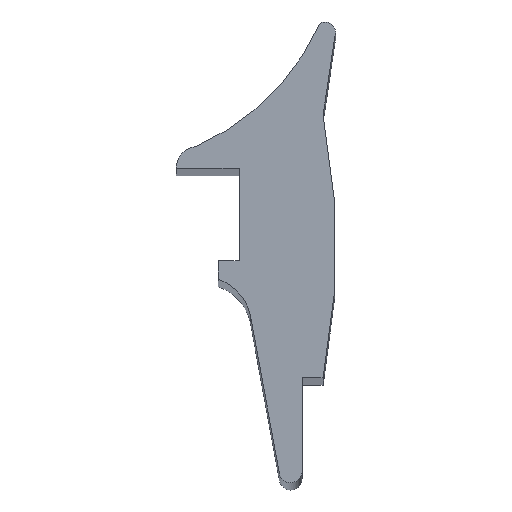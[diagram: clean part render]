
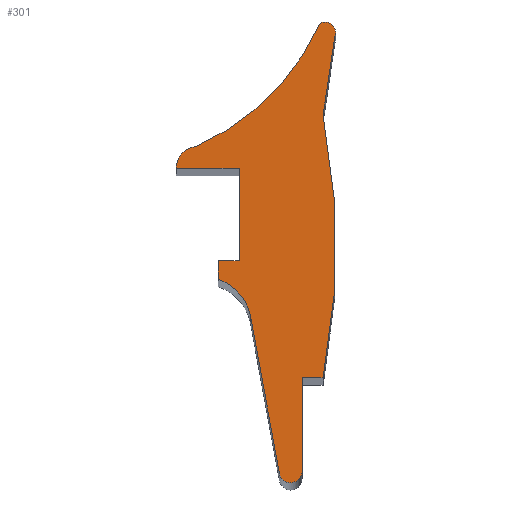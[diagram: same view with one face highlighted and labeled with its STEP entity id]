
A CAD part, top view. The second image highlights one B-rep face of the part: STEP entity #301.
In plain terms, the highlighted planar face has unit normal (0, 0, 1).
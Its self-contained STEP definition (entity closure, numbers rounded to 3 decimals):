
#13=CIRCLE($,#309,0.5);
#15=CIRCLE($,#312,5.816);
#17=CIRCLE($,#315,0.25);
#19=CIRCLE($,#319,15.877);
#21=CIRCLE($,#324,0.273);
#23=CIRCLE($,#328,1.156);
#45=FACE_OUTER_BOUND($,#61,.T.);
#61=EDGE_LOOP($,(#249,#250,#251,#252,#253,#254,#255,#256,#257,#258,#259,
#260,#261,#262));
#63=LINE($,#426,#93);
#67=LINE($,#434,#97);
#73=LINE($,#458,#103);
#77=LINE($,#470,#107);
#80=LINE($,#476,#110);
#84=LINE($,#488,#114);
#88=LINE($,#500,#118);
#91=LINE($,#505,#121);
#93=VECTOR($,#338,2.2);
#97=VECTOR($,#344,1.5);
#103=VECTOR($,#370,1.897);
#107=VECTOR($,#382,0.5);
#110=VECTOR($,#387,2.227);
#114=VECTOR($,#399,3.802);
#118=VECTOR($,#411,0.45);
#121=VECTOR($,#416,0.5);
#123=VERTEX_POINT($,#424);
#124=VERTEX_POINT($,#425);
#127=VERTEX_POINT($,#433);
#129=VERTEX_POINT($,#439);
#131=VERTEX_POINT($,#445);
#133=VERTEX_POINT($,#451);
#135=VERTEX_POINT($,#457);
#137=VERTEX_POINT($,#463);
#139=VERTEX_POINT($,#469);
#141=VERTEX_POINT($,#475);
#143=VERTEX_POINT($,#481);
#145=VERTEX_POINT($,#487);
#147=VERTEX_POINT($,#493);
#149=VERTEX_POINT($,#499);
#151=EDGE_CURVE($,#123,#124,#63,.T.);
#155=EDGE_CURVE($,#124,#127,#67,.T.);
#158=EDGE_CURVE($,#127,#129,#13,.T.);
#161=EDGE_CURVE($,#129,#131,#15,.T.);
#164=EDGE_CURVE($,#131,#133,#17,.T.);
#167=EDGE_CURVE($,#133,#135,#73,.T.);
#170=EDGE_CURVE($,#135,#137,#19,.T.);
#173=EDGE_CURVE($,#137,#139,#77,.T.);
#176=EDGE_CURVE($,#139,#141,#80,.T.);
#179=EDGE_CURVE($,#141,#143,#21,.T.);
#182=EDGE_CURVE($,#143,#145,#84,.T.);
#185=EDGE_CURVE($,#145,#147,#23,.T.);
#188=EDGE_CURVE($,#147,#149,#88,.T.);
#191=EDGE_CURVE($,#149,#123,#91,.T.);
#249=ORIENTED_EDGE($,*,*,#173,.F.);
#250=ORIENTED_EDGE($,*,*,#170,.F.);
#251=ORIENTED_EDGE($,*,*,#167,.F.);
#252=ORIENTED_EDGE($,*,*,#164,.F.);
#253=ORIENTED_EDGE($,*,*,#161,.F.);
#254=ORIENTED_EDGE($,*,*,#158,.F.);
#255=ORIENTED_EDGE($,*,*,#155,.F.);
#256=ORIENTED_EDGE($,*,*,#151,.F.);
#257=ORIENTED_EDGE($,*,*,#191,.F.);
#258=ORIENTED_EDGE($,*,*,#188,.F.);
#259=ORIENTED_EDGE($,*,*,#185,.F.);
#260=ORIENTED_EDGE($,*,*,#182,.F.);
#261=ORIENTED_EDGE($,*,*,#179,.F.);
#262=ORIENTED_EDGE($,*,*,#176,.F.);
#285=PLANE($,#332);
#301=ADVANCED_FACE($,(#45),#285,.T.);
#309=AXIS2_PLACEMENT_3D($,#440,#349,#350);
#312=AXIS2_PLACEMENT_3D($,#446,#356,#357);
#315=AXIS2_PLACEMENT_3D($,#452,#363,#364);
#319=AXIS2_PLACEMENT_3D($,#464,#375,#376);
#324=AXIS2_PLACEMENT_3D($,#482,#392,#393);
#328=AXIS2_PLACEMENT_3D($,#494,#404,#405);
#332=AXIS2_PLACEMENT_3D($,#507,#418,#419);
#338=DIRECTION($,(0.,1.,0.));
#344=DIRECTION($,(-1.,0.,0.));
#349=DIRECTION('center_axis',(0.,0.,-1.));
#350=DIRECTION('ref_axis',(-0.089,0.996,0.));
#356=DIRECTION('center_axis',(0.,0.,1.));
#357=DIRECTION('ref_axis',(-0.401,0.916,0.));
#363=DIRECTION('center_axis',(0.,0.,-1.));
#364=DIRECTION('ref_axis',(0.925,-0.381,0.));
#370=DIRECTION($,(-0.148,-0.989,0.));
#375=DIRECTION('center_axis',(0.,0.,-1.));
#376=DIRECTION('ref_axis',(0.98,-0.197,0.));
#382=DIRECTION($,(-1.,0.,0.));
#387=DIRECTION($,(0.,-1.,0.));
#392=DIRECTION('center_axis',(0.,0.,-1.));
#393=DIRECTION('ref_axis',(-0.983,-0.181,0.));
#399=DIRECTION($,(-0.181,0.983,0.));
#404=DIRECTION('center_axis',(0.,0.,1.));
#405=DIRECTION('ref_axis',(-0.983,-0.181,0.));
#411=DIRECTION($,(0.,1.,0.));
#416=DIRECTION($,(1.,0.,0.));
#418=DIRECTION('center_axis',(0.,0.,1.));
#419=DIRECTION('ref_axis',(1.,0.,0.));
#424=CARTESIAN_POINT('',(0.,-2.199,100.));
#425=CARTESIAN_POINT('',(0.,0.001,100.));
#426=CARTESIAN_POINT($,(0.,-2.102,100.));
#433=CARTESIAN_POINT('',(-1.5,0.001,100.));
#434=CARTESIAN_POINT($,(0.203,0.001,100.));
#439=CARTESIAN_POINT('',(-1.044,0.516,100.));
#440=CARTESIAN_POINT('Origin',(-1.,0.017,100.));
#445=CARTESIAN_POINT('',(1.927,3.459,100.));
#446=CARTESIAN_POINT('Origin',(-3.378,5.843,100.));
#451=CARTESIAN_POINT('',(2.281,3.146,100.));
#452=CARTESIAN_POINT('Origin',(2.05,3.241,100.));
#457=CARTESIAN_POINT('',(2.,1.27,100.));
#458=CARTESIAN_POINT($,(1.883,0.49,100.));
#463=CARTESIAN_POINT('',(2.,-4.999,100.));
#464=CARTESIAN_POINT('Origin',(-13.565,-1.864,100.));
#469=CARTESIAN_POINT('',(1.5,-4.999,100.));
#470=CARTESIAN_POINT($,(1.203,-4.999,100.));
#475=CARTESIAN_POINT('',(1.5,-7.226,100.));
#476=CARTESIAN_POINT($,(1.5,-3.502,100.));
#481=CARTESIAN_POINT('',(0.959,-7.276,100.));
#482=CARTESIAN_POINT('Origin',(1.227,-7.226,100.));
#487=CARTESIAN_POINT('',(0.271,-3.536,100.));
#488=CARTESIAN_POINT($,(0.481,-4.677,100.));
#493=CARTESIAN_POINT('',(-0.5,-2.649,100.));
#494=CARTESIAN_POINT('Origin',(-0.866,-3.745,100.));
#499=CARTESIAN_POINT('',(-0.5,-2.199,100.));
#500=CARTESIAN_POINT($,(-0.5,-2.327,100.));
#505=CARTESIAN_POINT($,(-0.047,-2.199,100.));
#507=CARTESIAN_POINT('Origin',(0.406,-2.004,100.));
